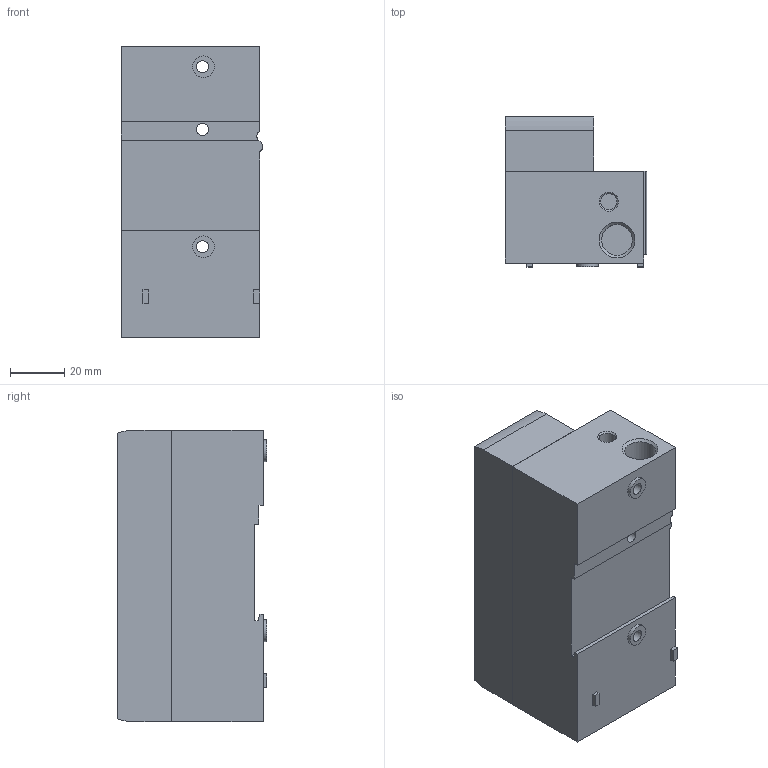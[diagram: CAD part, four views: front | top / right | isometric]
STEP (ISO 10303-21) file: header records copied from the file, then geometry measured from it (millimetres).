
FILE_DESCRIPTION(/* description */ ('STEP AP214'),/* implementation_level */ '2;1');
FILE_NAME(/* name */ '533371_VMPA-FB-EPL-EU',/* time_stamp */ '2024-09-16T20:46:10+02:00',/* author */ ('License CC BY-ND 4.0'),/* organization */ ('CADENAS'),/* preprocessor_version */ 'ST-DEVELOPER v19.3',/* originating_system */ 'PARTsolutions',/* authorisation */ ' ');
FILE_SCHEMA (('AUTOMOTIVE_DESIGN {1 0 10303 214 3 1 1}'));
Length unit declared in the file: millimetre
Products named in the file (3): 533371 VMPA-FB-EPL-EU; 533371 VMPA-FB-EPL-EU---(EPL); VMPA-HBV---(HBV)
Assembly tree (2 placements, depth 2):
  533371 VMPA-FB-EPL-EU
    533371 VMPA-FB-EPL-EU---(EPL)
    VMPA-HBV---(HBV)
Bounding box: 52.3 x 55.1 x 107.3 mm (x, y, z)
Volume: 240992.1 mm3; surface area: 38039.2 mm2
Topology: 2 solids, 2 shells, 91 faces, 209 edges, 137 vertices
Faces by surface type: plane 54, cylinder 27, cone 10
Full cylindrical faces by diameter (mm): 2.459 x8, 4 x1, 4.4 x3, 5.917 x1, 8 x3, 9 x1, 11.445 x1
Entity records: 2496 total; most frequent: DIRECTION 430, CARTESIAN_POINT 406, ORIENTED_EDGE 356, EDGE_CURVE 178, AXIS2_PLACEMENT_3D 158, EDGE_LOOP 142, FACE_BOUND 142, VERTEX_POINT 134
